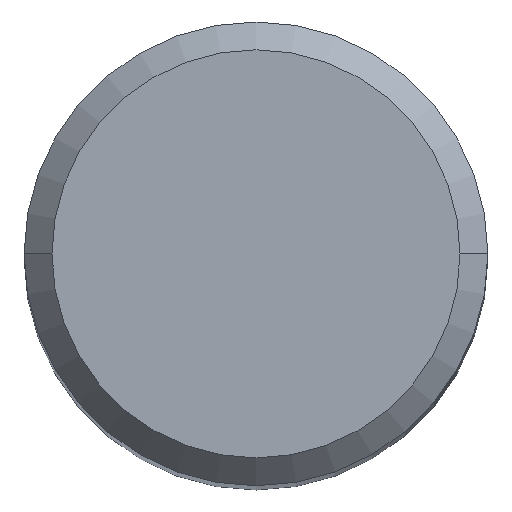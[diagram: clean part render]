
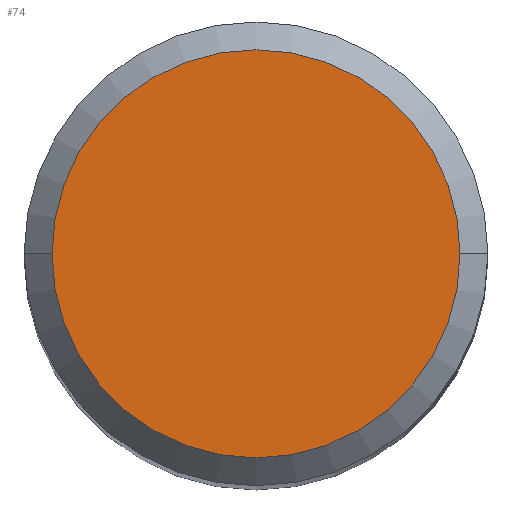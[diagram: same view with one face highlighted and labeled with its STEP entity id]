
A CAD part, top view. The second image highlights one B-rep face of the part: STEP entity #74.
In plain terms, the highlighted planar face has unit normal (0, 0, 1).
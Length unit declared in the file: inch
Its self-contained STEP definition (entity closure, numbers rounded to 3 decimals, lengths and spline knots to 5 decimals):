
#5 = CIRCLE ( 'NONE', #255, 0.11 ) ;
#14 = EDGE_CURVE ( 'NONE', #274, #177, #125, .T. ) ;
#16 = AXIS2_PLACEMENT_3D ( 'NONE', #201, #246, #172 ) ;
#39 = ORIENTED_EDGE ( 'NONE', *, *, #14, .T. ) ;
#63 = CARTESIAN_POINT ( 'NONE',  ( 0., 0., 2. ) ) ;
#74 = ADVANCED_FACE ( 'NONE', ( #285 ), #265, .T. ) ;
#76 = DIRECTION ( 'NONE',  ( 0., 0., 1. ) ) ;
#125 = CIRCLE ( 'NONE', #203, 0.11 ) ;
#149 = CARTESIAN_POINT ( 'NONE',  ( 0.11, 0., 2. ) ) ;
#172 = DIRECTION ( 'NONE',  ( 1., 0., 0. ) ) ;
#177 = VERTEX_POINT ( 'NONE', #193 ) ;
#192 = CARTESIAN_POINT ( 'NONE',  ( 0., 0., 2. ) ) ;
#193 = CARTESIAN_POINT ( 'NONE',  ( -0.11, 0., 2. ) ) ;
#201 = CARTESIAN_POINT ( 'NONE',  ( 0., 0., 2. ) ) ;
#203 = AXIS2_PLACEMENT_3D ( 'NONE', #63, #272, #230 ) ;
#209 = ORIENTED_EDGE ( 'NONE', *, *, #281, .T. ) ;
#230 = DIRECTION ( 'NONE',  ( 1., 0., 0. ) ) ;
#246 = DIRECTION ( 'NONE',  ( 0., 0., 1. ) ) ;
#255 = AXIS2_PLACEMENT_3D ( 'NONE', #192, #76, #282 ) ;
#265 = PLANE ( 'NONE',  #16 ) ;
#272 = DIRECTION ( 'NONE',  ( 0., 0., 1. ) ) ;
#274 = VERTEX_POINT ( 'NONE', #149 ) ;
#281 = EDGE_CURVE ( 'NONE', #177, #274, #5, .T. ) ;
#282 = DIRECTION ( 'NONE',  ( 1., 0., 0. ) ) ;
#285 = FACE_OUTER_BOUND ( 'NONE', #286, .T. ) ;
#286 = EDGE_LOOP ( 'NONE', ( #209, #39 ) ) ;
